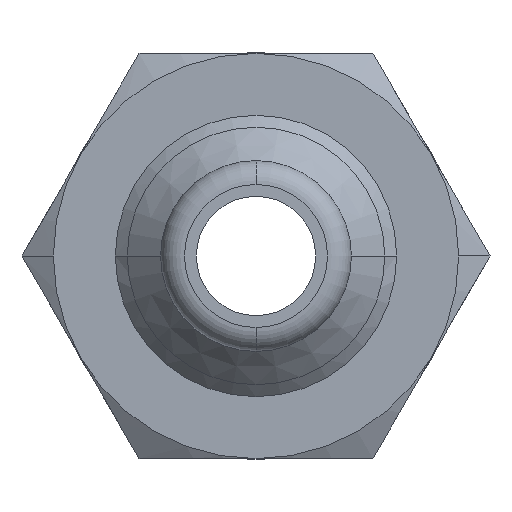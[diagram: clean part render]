
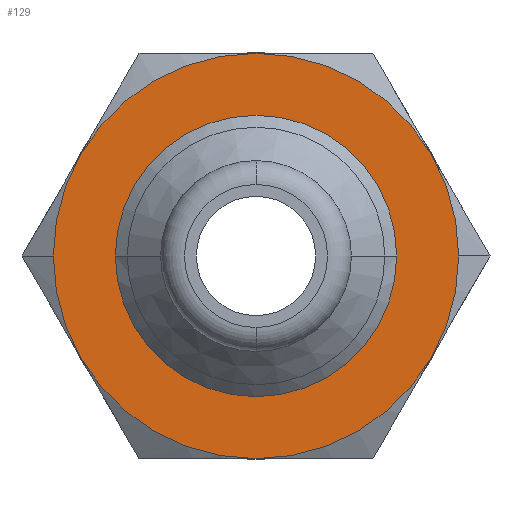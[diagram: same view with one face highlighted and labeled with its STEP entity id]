
A CAD part, front view. The second image highlights one B-rep face of the part: STEP entity #129.
In plain terms, the highlighted planar face has unit normal (0, -1, 0).
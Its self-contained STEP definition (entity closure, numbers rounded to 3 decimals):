
#129=ADVANCED_FACE('',(#289,#290),#291,.T.);
#289=FACE_OUTER_BOUND('',#478,.T.);
#290=FACE_BOUND('',#479,.T.);
#291=PLANE('',#480);
#478=EDGE_LOOP('',(#787,#788,#789,#790,#791,#792,#793,#794));
#479=EDGE_LOOP('',(#795,#796));
#480=AXIS2_PLACEMENT_3D('',#797,#798,#799);
#787=ORIENTED_EDGE('',*,*,#1211,.F.);
#788=ORIENTED_EDGE('',*,*,#1212,.F.);
#789=ORIENTED_EDGE('',*,*,#1200,.F.);
#790=ORIENTED_EDGE('',*,*,#1213,.F.);
#791=ORIENTED_EDGE('',*,*,#1214,.F.);
#792=ORIENTED_EDGE('',*,*,#1159,.F.);
#793=ORIENTED_EDGE('',*,*,#1215,.F.);
#794=ORIENTED_EDGE('',*,*,#1104,.F.);
#795=ORIENTED_EDGE('',*,*,#1151,.F.);
#796=ORIENTED_EDGE('',*,*,#1216,.F.);
#797=CARTESIAN_POINT('',(4.25,24.0,0.0));
#798=DIRECTION('',(-0.0,-1.0,-0.0));
#799=DIRECTION('',(-1.0,0.0,0.0));
#1104=EDGE_CURVE('',#1301,#1304,#1305,.T.);
#1151=EDGE_CURVE('',#1387,#1383,#1389,.T.);
#1159=EDGE_CURVE('',#1400,#1316,#1402,.T.);
#1200=EDGE_CURVE('',#1458,#1361,#1460,.T.);
#1211=EDGE_CURVE('',#1473,#1301,#1474,.T.);
#1212=EDGE_CURVE('',#1361,#1473,#1475,.T.);
#1213=EDGE_CURVE('',#1476,#1458,#1477,.T.);
#1214=EDGE_CURVE('',#1316,#1476,#1478,.T.);
#1215=EDGE_CURVE('',#1304,#1400,#1479,.T.);
#1216=EDGE_CURVE('',#1383,#1387,#1480,.T.);
#1301=VERTEX_POINT('',#1581);
#1304=VERTEX_POINT('',#1585);
#1305=CIRCLE('',#1586,8.5);
#1316=VERTEX_POINT('',#1622);
#1361=VERTEX_POINT('',#1742);
#1383=VERTEX_POINT('',#1802);
#1387=VERTEX_POINT('',#1807);
#1389=CIRCLE('',#1810,5.9);
#1400=VERTEX_POINT('',#1823);
#1402=CIRCLE('',#1836,8.5);
#1458=VERTEX_POINT('',#1924);
#1460=CIRCLE('',#1937,8.5);
#1473=VERTEX_POINT('',#1961);
#1474=CIRCLE('',#1962,8.5);
#1475=CIRCLE('',#1963,8.5);
#1476=VERTEX_POINT('',#1964);
#1477=CIRCLE('',#1965,8.5);
#1478=CIRCLE('',#1966,8.5);
#1479=CIRCLE('',#1967,8.5);
#1480=CIRCLE('',#1968,5.9);
#1581=CARTESIAN_POINT('',(8.5,24.0,0.));
#1585=CARTESIAN_POINT('',(7.361,24.0,-4.25));
#1586=AXIS2_PLACEMENT_3D('',#2174,#2175,#2176);
#1622=CARTESIAN_POINT('',(-7.361,24.0,-4.25));
#1742=CARTESIAN_POINT('',(0.,24.0,8.5));
#1802=CARTESIAN_POINT('',(5.9,24.0,0.));
#1807=CARTESIAN_POINT('',(-5.9,24.0,0.));
#1810=AXIS2_PLACEMENT_3D('',#2226,#2227,#2228);
#1823=CARTESIAN_POINT('',(0.0,24.0,-8.5));
#1836=AXIS2_PLACEMENT_3D('',#2237,#2238,#2239);
#1924=CARTESIAN_POINT('',(-7.361,24.0,4.25));
#1937=AXIS2_PLACEMENT_3D('',#2301,#2302,#2303);
#1961=CARTESIAN_POINT('',(7.361,24.0,4.25));
#1962=AXIS2_PLACEMENT_3D('',#2319,#2320,#2321);
#1963=AXIS2_PLACEMENT_3D('',#2322,#2323,#2324);
#1964=CARTESIAN_POINT('',(-8.5,24.0,0.));
#1965=AXIS2_PLACEMENT_3D('',#2325,#2326,#2327);
#1966=AXIS2_PLACEMENT_3D('',#2328,#2329,#2330);
#1967=AXIS2_PLACEMENT_3D('',#2331,#2332,#2333);
#1968=AXIS2_PLACEMENT_3D('',#2334,#2335,#2336);
#2174=CARTESIAN_POINT('',(0.0,24.0,0.0));
#2175=DIRECTION('',(-0.0,1.0,0.0));
#2176=DIRECTION('',(1.0,0.0,0.0));
#2226=CARTESIAN_POINT('',(0.0,24.0,0.0));
#2227=DIRECTION('',(0.0,-1.0,0.0));
#2228=DIRECTION('',(1.0,0.0,0.0));
#2237=CARTESIAN_POINT('',(0.0,24.0,0.0));
#2238=DIRECTION('',(-0.0,1.0,0.0));
#2239=DIRECTION('',(1.0,0.0,0.0));
#2301=CARTESIAN_POINT('',(0.0,24.0,0.0));
#2302=DIRECTION('',(-0.0,1.0,0.0));
#2303=DIRECTION('',(1.0,0.0,0.0));
#2319=CARTESIAN_POINT('',(0.0,24.0,0.0));
#2320=DIRECTION('',(-0.0,1.0,0.0));
#2321=DIRECTION('',(1.0,0.0,0.0));
#2322=CARTESIAN_POINT('',(0.0,24.0,0.0));
#2323=DIRECTION('',(-0.0,1.0,0.0));
#2324=DIRECTION('',(1.0,0.0,0.0));
#2325=CARTESIAN_POINT('',(0.0,24.0,0.0));
#2326=DIRECTION('',(-0.0,1.0,0.0));
#2327=DIRECTION('',(1.0,0.0,0.0));
#2328=CARTESIAN_POINT('',(0.0,24.0,0.0));
#2329=DIRECTION('',(-0.0,1.0,0.0));
#2330=DIRECTION('',(1.0,0.0,0.0));
#2331=CARTESIAN_POINT('',(0.0,24.0,0.0));
#2332=DIRECTION('',(-0.0,1.0,0.0));
#2333=DIRECTION('',(1.0,0.0,0.0));
#2334=CARTESIAN_POINT('',(0.0,24.0,0.0));
#2335=DIRECTION('',(0.0,-1.0,0.0));
#2336=DIRECTION('',(1.0,0.0,0.0));
